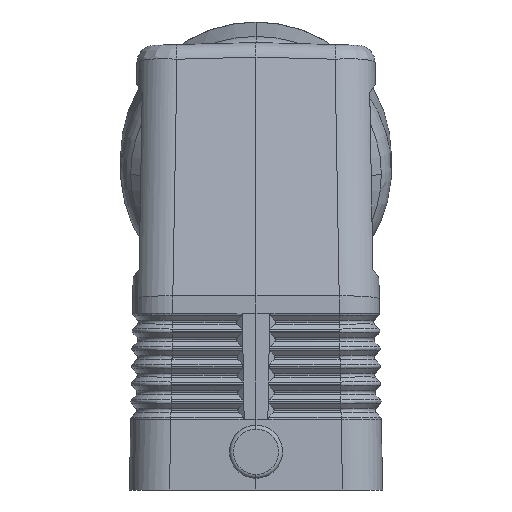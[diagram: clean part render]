
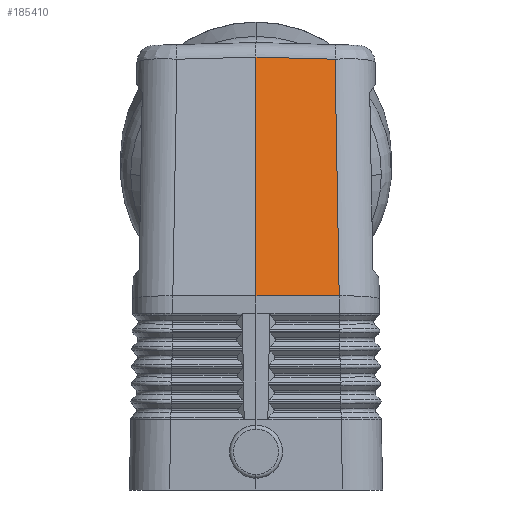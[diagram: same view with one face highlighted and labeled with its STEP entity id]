
A CAD part, left-side view. The second image highlights one B-rep face of the part: STEP entity #185410.
In plain terms, the highlighted face is planar.
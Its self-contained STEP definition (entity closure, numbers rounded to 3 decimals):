
#164760=CARTESIAN_POINT('',(122.845,46.883,
-35.609));
#164770=VERTEX_POINT('',#164760);
#164940=CARTESIAN_POINT('',(123.214,46.918,-21.5)
);
#164950=VERTEX_POINT('',#164940);
#164980=CARTESIAN_POINT('',(122.652,46.864,-43.));
#164990=DIRECTION('',(-0.026,-0.003,
-1.));
#165000=VECTOR('',#164990,1.);
#165010=LINE('',#164980,#165000);
#165020=EDGE_CURVE('',#164950,#164770,#165010,.T.);
#176020=CARTESIAN_POINT('',(115.774,87.088,
-34.926));
#176030=VERTEX_POINT('',#176020);
#176660=CARTESIAN_POINT('',(122.844,46.883,
-35.628));
#176670=VERTEX_POINT('',#176660);
#176700=CARTESIAN_POINT('',(130.876,1.215,
-36.425));
#176710=DIRECTION('',(0.173,-0.985,
-0.017));
#176720=VECTOR('',#176710,1.);
#176730=LINE('',#176700,#176720);
#176740=EDGE_CURVE('',#176030,#176670,#176730,.T.);
#183090=CARTESIAN_POINT('',(116.069,87.44,-21.5));
#183100=VERTEX_POINT('',#183090);
#183200=CARTESIAN_POINT('',(115.595,86.875,
-43.079));
#183210=DIRECTION('',(-0.022,-0.026,
-0.999));
#183220=VECTOR('',#183210,1.);
#183230=LINE('',#183200,#183220);
#183240=EDGE_CURVE('',#183100,#176030,#183230,.T.);
#185180=CARTESIAN_POINT('',(115.077,89.82,
-42.993));
#185190=DIRECTION('',(0.984,0.174,
-0.026));
#185200=DIRECTION('',(-0.174,0.985,0.));
#185210=AXIS2_PLACEMENT_3D('',#185180,#185190,#185200);
#185220=PLANE('',#185210);
#185230=ORIENTED_EDGE('',*,*,#176740,.F.);
#185240=CARTESIAN_POINT('',(115.097,90.967,
-34.654));
#185250=DIRECTION('',(0.984,0.174,
-0.026));
#185260=DIRECTION('',(-0.173,0.985,
0.022));
#185270=AXIS2_PLACEMENT_3D('',#185240,#185250,#185260);
#185280=ELLIPSE('',#185270,44.771,7.);
#185290=EDGE_CURVE('',#164770,#176670,#185280,.T.);
#185300=ORIENTED_EDGE('',*,*,#185290,.T.);
#185310=ORIENTED_EDGE('',*,*,#165020,.T.);
#185320=CARTESIAN_POINT('',(131.487,0.,-21.5));
#185330=DIRECTION('',(-0.174,0.985,0.));
#185340=VECTOR('',#185330,1.);
#185350=LINE('',#185320,#185340);
#185360=EDGE_CURVE('',#164950,#183100,#185350,.T.);
#185370=ORIENTED_EDGE('',*,*,#185360,.F.);
#185380=ORIENTED_EDGE('',*,*,#183240,.F.);
#185390=EDGE_LOOP('',(#185380,#185370,#185310,#185300,#185230));
#185400=FACE_OUTER_BOUND('',#185390,.T.);
#185410=ADVANCED_FACE('',(#185400),#185220,.T.);
